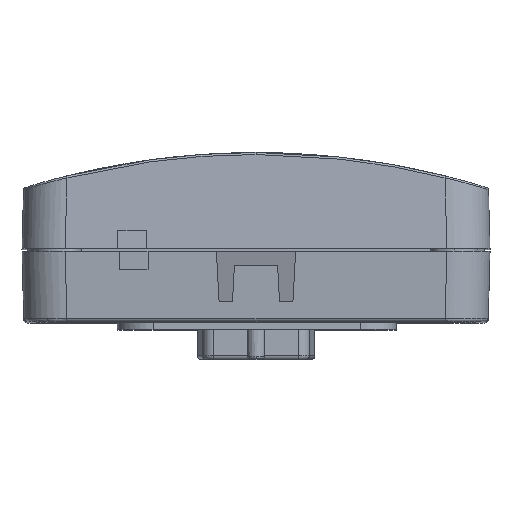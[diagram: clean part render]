
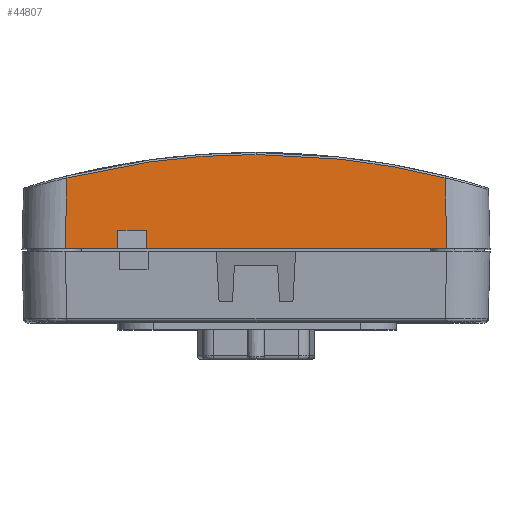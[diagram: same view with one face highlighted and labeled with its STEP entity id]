
A CAD part, top view. The second image highlights one B-rep face of the part: STEP entity #44807.
In plain terms, the highlighted planar face has unit normal (0, 0.052, 0.999).
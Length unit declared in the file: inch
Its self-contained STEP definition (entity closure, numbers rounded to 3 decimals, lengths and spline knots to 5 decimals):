
#89 = DIRECTION ( 'NONE',  ( 0., 0.052, 0.999 ) ) ;
#1320 = EDGE_CURVE ( 'NONE', #46258, #50169, #11691, .T. ) ;
#2022 = EDGE_CURVE ( 'NONE', #42731, #17639, #13764, .T. ) ;
#2623 = CARTESIAN_POINT ( 'NONE',  ( -0.59843, -0.17717, 2.22441 ) ) ;
#2970 = CARTESIAN_POINT ( 'NONE',  ( -0.94907, 0.2286, 2.20314 ) ) ;
#4098 = AXIS2_PLACEMENT_3D ( 'NONE', #22031, #89, #12856 ) ;
#4960 = CARTESIAN_POINT ( 'NONE',  ( 0.8649, 0.24981, 2.20203 ) ) ;
#5870 = ORIENTED_EDGE ( 'NONE', *, *, #51854, .T. ) ;
#6995 = CARTESIAN_POINT ( 'NONE',  ( -0.75591, -0.07888, 2.21926 ) ) ;
#7029 = CARTESIAN_POINT ( 'NONE',  ( 1.03348, 0.20739, 2.20426 ) ) ;
#7148 = VERTEX_POINT ( 'NONE', #7029 ) ;
#8190 = LINE ( 'NONE', #17059, #21170 ) ;
#9049 = DIRECTION ( 'NONE',  ( 0., -0.999, 0.052 ) ) ;
#9351 = CARTESIAN_POINT ( 'NONE',  ( 0.08704, 0.33526, 2.19755 ) ) ;
#9451 = VECTOR ( 'NONE', #32528, 39.37008 ) ;
#9502 = ORIENTED_EDGE ( 'NONE', *, *, #10102, .T. ) ;
#9782 = DIRECTION ( 'NONE',  ( -0.026, -0.998, 0.052 ) ) ;
#10102 = EDGE_CURVE ( 'NONE', #50169, #29223, #16300, .T. ) ;
#10262 = CARTESIAN_POINT ( 'NONE',  ( -0.75591, -0.17717, 2.22441 ) ) ;
#11551 = CARTESIAN_POINT ( 'NONE',  ( -1.03348, 0.20739, 2.20426 ) ) ;
#11691 = LINE ( 'NONE', #49489, #19917 ) ;
#11723 = CARTESIAN_POINT ( 'NONE',  ( -0.8215, 0.2565, 2.20168 ) ) ;
#12856 = DIRECTION ( 'NONE',  ( 0., -0.999, 0.052 ) ) ;
#13764 = LINE ( 'NONE', #52258, #28892 ) ;
#16225 = CARTESIAN_POINT ( 'NONE',  ( -1.27953, -0.17717, 2.22441 ) ) ;
#16300 = LINE ( 'NONE', #16225, #24542 ) ;
#17059 = CARTESIAN_POINT ( 'NONE',  ( -0.59843, -0.17717, 2.22441 ) ) ;
#17603 = LINE ( 'NONE', #23703, #9451 ) ;
#17639 = VERTEX_POINT ( 'NONE', #43250 ) ;
#17857 = ORIENTED_EDGE ( 'NONE', *, *, #2022, .T. ) ;
#17931 = CARTESIAN_POINT ( 'NONE',  ( 1.03348, 0.20739, 2.20426 ) ) ;
#18176 = ORIENTED_EDGE ( 'NONE', *, *, #51066, .T. ) ;
#19661 = CARTESIAN_POINT ( 'NONE',  ( 1.04355, -0.17717, 2.22441 ) ) ;
#19917 = VECTOR ( 'NONE', #9782, 39.37008 ) ;
#20251 = LINE ( 'NONE', #43584, #42180 ) ;
#20343 = CARTESIAN_POINT ( 'NONE',  ( -0.34783, 0.32459, 2.19811 ) ) ;
#20875 = EDGE_CURVE ( 'NONE', #26654, #7148, #33056, .T. ) ;
#21170 = VECTOR ( 'NONE', #9049, 39.37008 ) ;
#21662 = LINE ( 'NONE', #23282, #32622 ) ;
#22031 = CARTESIAN_POINT ( 'NONE',  ( -1.27953, -0.17717, 2.22441 ) ) ;
#22329 = CARTESIAN_POINT ( 'NONE',  ( 0.34767, 0.3212, 2.19829 ) ) ;
#22934 = ORIENTED_EDGE ( 'NONE', *, *, #1320, .T. ) ;
#23282 = CARTESIAN_POINT ( 'NONE',  ( -0.75591, -0.17717, 2.22441 ) ) ;
#23703 = CARTESIAN_POINT ( 'NONE',  ( 1.04196, -0.11654, 2.22123 ) ) ;
#24356 = CARTESIAN_POINT ( 'NONE',  ( -0.17384, 0.33531, 2.19755 ) ) ;
#24542 = VECTOR ( 'NONE', #38045, 39.37008 ) ;
#26654 = VERTEX_POINT ( 'NONE', #51269 ) ;
#27322 = VERTEX_POINT ( 'NONE', #19661 ) ;
#27494 = FACE_OUTER_BOUND ( 'NONE', #36481, .T. ) ;
#28892 = VECTOR ( 'NONE', #40058, 39.37008 ) ;
#29223 = VERTEX_POINT ( 'NONE', #10262 ) ;
#29451 = VERTEX_POINT ( 'NONE', #2623 ) ;
#31162 = CARTESIAN_POINT ( 'NONE',  ( 0.21756, 0.33123, 2.19777 ) ) ;
#31739 = CARTESIAN_POINT ( 'NONE',  ( 0., 0.33526, 2.19755 ) ) ;
#31842 = EDGE_CURVE ( 'NONE', #46258, #26654, #52075, .T. ) ;
#32528 = DIRECTION ( 'NONE',  ( 0.026, -0.998, 0.052 ) ) ;
#32622 = VECTOR ( 'NONE', #36296, 39.37008 ) ;
#33056 = B_SPLINE_CURVE_WITH_KNOTS ( 'NONE', 3,
 ( #31739, #9351, #31162, #22329, #35356, #39766, #44878, #4960, #17931 ),
 .UNSPECIFIED., .F., .F.,
 ( 4, 1, 2, 2, 4 ),
 ( 0., 0.25, 0.375, 0.5, 1. ),
 .UNSPECIFIED. ) ;
#33317 = ORIENTED_EDGE ( 'NONE', *, *, #20875, .F. ) ;
#35356 = CARTESIAN_POINT ( 'NONE',  ( 0.43428, 0.31318, 2.19871 ) ) ;
#36296 = DIRECTION ( 'NONE',  ( 0., 0.999, -0.052 ) ) ;
#36481 = EDGE_LOOP ( 'NONE', ( #44837, #33317, #42123, #22934, #9502, #18176, #17857, #53419, #5870 ) ) ;
#37573 = CARTESIAN_POINT ( 'NONE',  ( -0.69286, 0.27848, 2.20053 ) ) ;
#38045 = DIRECTION ( 'NONE',  ( 1., 0., 0. ) ) ;
#39766 = CARTESIAN_POINT ( 'NONE',  ( 0.47747, 0.30851, 2.19896 ) ) ;
#40058 = DIRECTION ( 'NONE',  ( 1., 0., 0. ) ) ;
#40564 = CARTESIAN_POINT ( 'NONE',  ( -1.04355, -0.17717, 2.22441 ) ) ;
#41278 = CARTESIAN_POINT ( 'NONE',  ( -1.03348, 0.20739, 2.20426 ) ) ;
#42123 = ORIENTED_EDGE ( 'NONE', *, *, #31842, .F. ) ;
#42176 = CARTESIAN_POINT ( 'NONE',  ( 0., 0.33526, 2.19755 ) ) ;
#42180 = VECTOR ( 'NONE', #56156, 39.37008 ) ;
#42550 = CARTESIAN_POINT ( 'NONE',  ( -0.60691, 0.29182, 2.19983 ) ) ;
#42731 = VERTEX_POINT ( 'NONE', #6995 ) ;
#43250 = CARTESIAN_POINT ( 'NONE',  ( -0.59843, -0.07888, 2.21926 ) ) ;
#43584 = CARTESIAN_POINT ( 'NONE',  ( -1.27953, -0.17717, 2.22441 ) ) ;
#44807 = ADVANCED_FACE ( 'NONE', ( #27494 ), #52416, .T. ) ;
#44837 = ORIENTED_EDGE ( 'NONE', *, *, #50258, .F. ) ;
#44878 = CARTESIAN_POINT ( 'NONE',  ( 0.69354, 0.28181, 2.20036 ) ) ;
#46258 = VERTEX_POINT ( 'NONE', #41278 ) ;
#47018 = EDGE_CURVE ( 'NONE', #17639, #29451, #8190, .T. ) ;
#49489 = CARTESIAN_POINT ( 'NONE',  ( -1.03348, 0.20739, 2.20426 ) ) ;
#50169 = VERTEX_POINT ( 'NONE', #40564 ) ;
#50258 = EDGE_CURVE ( 'NONE', #7148, #27322, #17603, .T. ) ;
#51066 = EDGE_CURVE ( 'NONE', #29223, #42731, #21662, .T. ) ;
#51269 = CARTESIAN_POINT ( 'NONE',  ( 0., 0.33526, 2.19755 ) ) ;
#51854 = EDGE_CURVE ( 'NONE', #29451, #27322, #20251, .T. ) ;
#52075 = B_SPLINE_CURVE_WITH_KNOTS ( 'NONE', 3,
 ( #11551, #2970, #11723, #37573, #42550, #54882, #20343, #24356, #42176 ),
 .UNSPECIFIED., .F., .F.,
 ( 4, 1, 2, 2, 4 ),
 ( 0., 0.25, 0.375, 0.5, 1. ),
 .UNSPECIFIED. ) ;
#52258 = CARTESIAN_POINT ( 'NONE',  ( -1.27953, -0.07888, 2.21926 ) ) ;
#52416 = PLANE ( 'NONE',  #4098 ) ;
#53419 = ORIENTED_EDGE ( 'NONE', *, *, #47018, .T. ) ;
#54882 = CARTESIAN_POINT ( 'NONE',  ( -0.56389, 0.29782, 2.19952 ) ) ;
#56156 = DIRECTION ( 'NONE',  ( 1., 0., 0. ) ) ;
